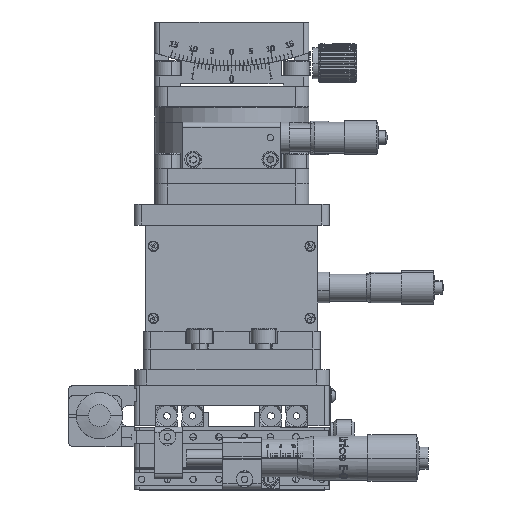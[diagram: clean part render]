
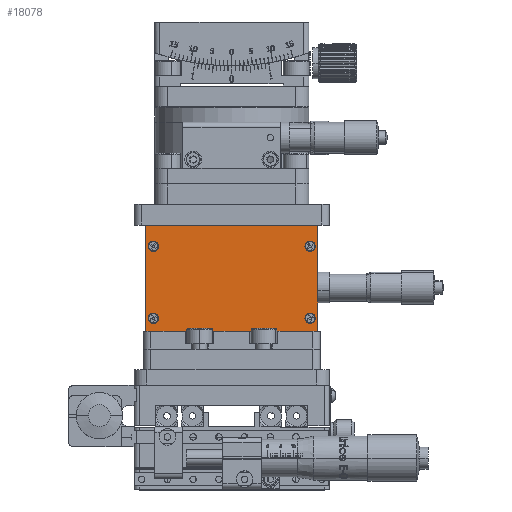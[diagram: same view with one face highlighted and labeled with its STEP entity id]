
A CAD part, top view. The second image highlights one B-rep face of the part: STEP entity #18078.
In plain terms, the highlighted planar face has unit normal (0, 0, 1).
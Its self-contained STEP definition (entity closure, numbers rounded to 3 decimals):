
#799 = CARTESIAN_POINT ( 'NONE',  ( -30.5, 88.2, 29.5 ) ) ;
#1250 = DIRECTION ( 'NONE',  ( 0., -1., 0. ) ) ;
#1937 = FACE_BOUND ( 'NONE', #66031, .T. ) ;
#2078 = EDGE_CURVE ( 'NONE', #20331, #70555, #2651, .T. ) ;
#2651 = CIRCLE ( 'NONE', #13654, 2. ) ;
#3403 = CARTESIAN_POINT ( 'NONE',  ( -30.5, 86.2, 29.5 ) ) ;
#4470 = EDGE_CURVE ( 'NONE', #56422, #61726, #74380, .T. ) ;
#5202 = VERTEX_POINT ( 'NONE', #23224 ) ;
#5435 = CARTESIAN_POINT ( 'NONE',  ( -30.5, 84.2, 29.5 ) ) ;
#5772 = DIRECTION ( 'NONE',  ( 0., -1., 0. ) ) ;
#7697 = CARTESIAN_POINT ( 'NONE',  ( -30.5, 58.2, 29.5 ) ) ;
#9696 = DIRECTION ( 'NONE',  ( 0., -1., 0. ) ) ;
#10724 = ORIENTED_EDGE ( 'NONE', *, *, #25066, .F. ) ;
#10962 = EDGE_CURVE ( 'NONE', #35888, #62102, #22523, .T. ) ;
#12353 = EDGE_CURVE ( 'NONE', #70555, #20331, #71266, .T. ) ;
#12703 = DIRECTION ( 'NONE',  ( 0., -1., 0. ) ) ;
#13582 = DIRECTION ( 'NONE',  ( 0., 0., 1. ) ) ;
#13654 = AXIS2_PLACEMENT_3D ( 'NONE', #7697, #80420, #1250 ) ;
#14083 = CARTESIAN_POINT ( 'NONE',  ( -30.5, 86.2, 29.5 ) ) ;
#14814 = EDGE_CURVE ( 'NONE', #62102, #66398, #68441, .T. ) ;
#15360 = ORIENTED_EDGE ( 'NONE', *, *, #10962, .T. ) ;
#15405 = CARTESIAN_POINT ( 'NONE',  ( 30.5, 58.2, 29.5 ) ) ;
#16123 = PLANE ( 'NONE',  #45954 ) ;
#16566 = CARTESIAN_POINT ( 'NONE',  ( -33.5, 53.2, 29.5 ) ) ;
#16793 = DIRECTION ( 'NONE',  ( -1., 0., 0. ) ) ;
#18078 = ADVANCED_FACE ( 'NONE', ( #1937, #54433, #47973, #35479, #55290 ), #16123, .T. ) ;
#18257 = ORIENTED_EDGE ( 'NONE', *, *, #37274, .T. ) ;
#19095 = CARTESIAN_POINT ( 'NONE',  ( -33.5, 53.2, 29.5 ) ) ;
#19349 = VECTOR ( 'NONE', #5772, 1000. ) ;
#20331 = VERTEX_POINT ( 'NONE', #60400 ) ;
#20519 = AXIS2_PLACEMENT_3D ( 'NONE', #60020, #13582, #67359 ) ;
#21495 = VERTEX_POINT ( 'NONE', #44566 ) ;
#22098 = VERTEX_POINT ( 'NONE', #34532 ) ;
#22108 = AXIS2_PLACEMENT_3D ( 'NONE', #15405, #55816, #82069 ) ;
#22523 = LINE ( 'NONE', #47476, #85016 ) ;
#22882 = CARTESIAN_POINT ( 'NONE',  ( -30.5, 58.2, 29.5 ) ) ;
#23121 = EDGE_CURVE ( 'NONE', #66398, #21495, #78064, .T. ) ;
#23224 = CARTESIAN_POINT ( 'NONE',  ( 30.5, 84.2, 29.5 ) ) ;
#23236 = CARTESIAN_POINT ( 'NONE',  ( -33.5, 94.2, 29.5 ) ) ;
#25066 = EDGE_CURVE ( 'NONE', #60049, #5202, #74822, .T. ) ;
#29020 = AXIS2_PLACEMENT_3D ( 'NONE', #3403, #30073, #30909 ) ;
#30073 = DIRECTION ( 'NONE',  ( 0., 0., 1. ) ) ;
#30428 = DIRECTION ( 'NONE',  ( 0., 0., 1. ) ) ;
#30909 = DIRECTION ( 'NONE',  ( 0., -1., 0. ) ) ;
#33282 = CARTESIAN_POINT ( 'NONE',  ( -33.5, 94.2, 29.5 ) ) ;
#33806 = ORIENTED_EDGE ( 'NONE', *, *, #23121, .T. ) ;
#34275 = DIRECTION ( 'NONE',  ( 0., 0., 1. ) ) ;
#34532 = CARTESIAN_POINT ( 'NONE',  ( 30.5, 60.2, 29.5 ) ) ;
#35479 = FACE_BOUND ( 'NONE', #42580, .T. ) ;
#35851 = DIRECTION ( 'NONE',  ( 0., 1., 0. ) ) ;
#35888 = VERTEX_POINT ( 'NONE', #65205 ) ;
#37128 = CARTESIAN_POINT ( 'NONE',  ( 33.5, 94.2, 29.5 ) ) ;
#37274 = EDGE_CURVE ( 'NONE', #21495, #35888, #78475, .T. ) ;
#37744 = EDGE_CURVE ( 'NONE', #51447, #22098, #59195, .T. ) ;
#39870 = DIRECTION ( 'NONE',  ( 0., -1., 0. ) ) ;
#40426 = AXIS2_PLACEMENT_3D ( 'NONE', #47367, #71225, #12703 ) ;
#40957 = ORIENTED_EDGE ( 'NONE', *, *, #47565, .F. ) ;
#41678 = EDGE_LOOP ( 'NONE', ( #83066, #49189 ) ) ;
#42580 = EDGE_LOOP ( 'NONE', ( #40957, #10724 ) ) ;
#43054 = ORIENTED_EDGE ( 'NONE', *, *, #14814, .T. ) ;
#43582 = ORIENTED_EDGE ( 'NONE', *, *, #37744, .F. ) ;
#44566 = CARTESIAN_POINT ( 'NONE',  ( -33.5, 53.2, 29.5 ) ) ;
#45485 = EDGE_LOOP ( 'NONE', ( #33806, #18257, #15360, #43054 ) ) ;
#45954 = AXIS2_PLACEMENT_3D ( 'NONE', #16566, #68643, #9696 ) ;
#47367 = CARTESIAN_POINT ( 'NONE',  ( 30.5, 86.2, 29.5 ) ) ;
#47476 = CARTESIAN_POINT ( 'NONE',  ( 33.5, 94.2, 29.5 ) ) ;
#47565 = EDGE_CURVE ( 'NONE', #5202, #60049, #82382, .T. ) ;
#47848 = VECTOR ( 'NONE', #16793, 1000. ) ;
#47973 = FACE_BOUND ( 'NONE', #62245, .T. ) ;
#49189 = ORIENTED_EDGE ( 'NONE', *, *, #2078, .F. ) ;
#51447 = VERTEX_POINT ( 'NONE', #63628 ) ;
#53930 = CARTESIAN_POINT ( 'NONE',  ( -33.5, 94.2, 29.5 ) ) ;
#54433 = FACE_BOUND ( 'NONE', #41678, .T. ) ;
#55290 = FACE_OUTER_BOUND ( 'NONE', #45485, .T. ) ;
#55816 = DIRECTION ( 'NONE',  ( 0., 0., 1. ) ) ;
#56422 = VERTEX_POINT ( 'NONE', #5435 ) ;
#56675 = DIRECTION ( 'NONE',  ( 0., -1., 0. ) ) ;
#57737 = VECTOR ( 'NONE', #65114, 1000. ) ;
#57870 = CARTESIAN_POINT ( 'NONE',  ( -30.5, 56.2, 29.5 ) ) ;
#58150 = ORIENTED_EDGE ( 'NONE', *, *, #60306, .F. ) ;
#59195 = CIRCLE ( 'NONE', #22108, 2. ) ;
#60020 = CARTESIAN_POINT ( 'NONE',  ( 30.5, 86.2, 29.5 ) ) ;
#60049 = VERTEX_POINT ( 'NONE', #79104 ) ;
#60306 = EDGE_CURVE ( 'NONE', #22098, #51447, #85189, .T. ) ;
#60348 = DIRECTION ( 'NONE',  ( 0., -1., 0. ) ) ;
#60400 = CARTESIAN_POINT ( 'NONE',  ( -30.5, 60.2, 29.5 ) ) ;
#60410 = AXIS2_PLACEMENT_3D ( 'NONE', #14083, #34275, #39870 ) ;
#60666 = ORIENTED_EDGE ( 'NONE', *, *, #4470, .F. ) ;
#61726 = VERTEX_POINT ( 'NONE', #799 ) ;
#62102 = VERTEX_POINT ( 'NONE', #37128 ) ;
#62245 = EDGE_LOOP ( 'NONE', ( #43582, #58150 ) ) ;
#63134 = CARTESIAN_POINT ( 'NONE',  ( 30.5, 58.2, 29.5 ) ) ;
#63174 = ORIENTED_EDGE ( 'NONE', *, *, #80765, .F. ) ;
#63628 = CARTESIAN_POINT ( 'NONE',  ( 30.5, 56.2, 29.5 ) ) ;
#65114 = DIRECTION ( 'NONE',  ( 1., 0., 0. ) ) ;
#65205 = CARTESIAN_POINT ( 'NONE',  ( 33.5, 53.2, 29.5 ) ) ;
#66031 = EDGE_LOOP ( 'NONE', ( #60666, #63174 ) ) ;
#66398 = VERTEX_POINT ( 'NONE', #53930 ) ;
#67359 = DIRECTION ( 'NONE',  ( 0., -1., 0. ) ) ;
#68441 = LINE ( 'NONE', #23236, #47848 ) ;
#68643 = DIRECTION ( 'NONE',  ( 0., 0., 1. ) ) ;
#70097 = AXIS2_PLACEMENT_3D ( 'NONE', #63134, #30428, #56675 ) ;
#70555 = VERTEX_POINT ( 'NONE', #57870 ) ;
#71225 = DIRECTION ( 'NONE',  ( 0., 0., 1. ) ) ;
#71266 = CIRCLE ( 'NONE', #83602, 2. ) ;
#74380 = CIRCLE ( 'NONE', #29020, 2. ) ;
#74822 = CIRCLE ( 'NONE', #40426, 2. ) ;
#78064 = LINE ( 'NONE', #33282, #19349 ) ;
#78475 = LINE ( 'NONE', #19095, #57737 ) ;
#79104 = CARTESIAN_POINT ( 'NONE',  ( 30.5, 88.2, 29.5 ) ) ;
#80420 = DIRECTION ( 'NONE',  ( 0., 0., 1. ) ) ;
#80765 = EDGE_CURVE ( 'NONE', #61726, #56422, #83765, .T. ) ;
#81432 = DIRECTION ( 'NONE',  ( 0., 0., 1. ) ) ;
#82069 = DIRECTION ( 'NONE',  ( 0., -1., 0. ) ) ;
#82382 = CIRCLE ( 'NONE', #20519, 2. ) ;
#83066 = ORIENTED_EDGE ( 'NONE', *, *, #12353, .F. ) ;
#83602 = AXIS2_PLACEMENT_3D ( 'NONE', #22882, #81432, #60348 ) ;
#83765 = CIRCLE ( 'NONE', #60410, 2. ) ;
#85016 = VECTOR ( 'NONE', #35851, 1000. ) ;
#85189 = CIRCLE ( 'NONE', #70097, 2. ) ;
